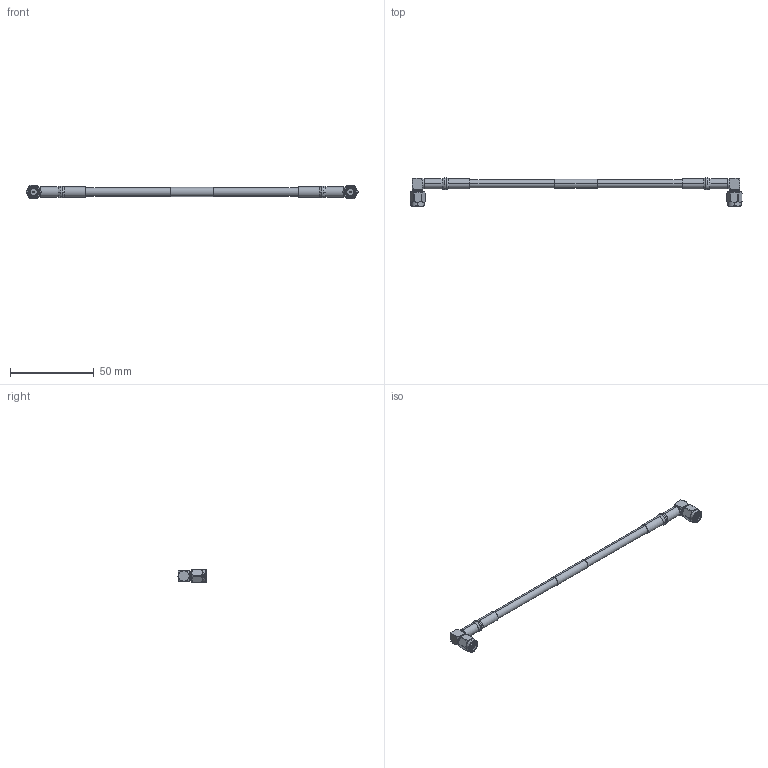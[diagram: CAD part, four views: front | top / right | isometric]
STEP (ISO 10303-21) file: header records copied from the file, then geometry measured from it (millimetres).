
FILE_DESCRIPTION (( 'STEP AP214' ), '1' );
FILE_NAME ('FMC00113_3D.step', '2025-07-28T16:41:42', ( '' ), ( '' ), 'SwSTEP 2.0', 'SolidWorks 2022', '' );
FILE_SCHEMA (( 'AUTOMOTIVE_DESIGN' ));
Length unit declared in the file: inch
Products named in the file (3): FMC00113_3D; Copy of Coax Cable^FMC00113_LMR-195; Copy of SC6057 ¦ PE4405^FMC00113_Heat Shrink
Assembly tree (3 placements, depth 2):
  FMC00113_3D
    Copy of Coax Cable^FMC00113_LMR-195
    Copy of SC6057 ¦ PE4405^FMC00113_Heat Shrink  x2
Bounding box: 198.71 x 16.76 x 8 mm (x, y, z)
Volume: 5475.6 mm3; surface area: 4704.9 mm2
Topology: 5 solids, 5 shells, 612 faces, 1692 edges, 1112 vertices
Faces by surface type: plane 252, cylinder 194, cone 144, bspline 14, torus 8
Entity records: 11401 total; most frequent: CARTESIAN_POINT 3493, ORIENTED_EDGE 1710, DIRECTION 1563, EDGE_CURVE 855, AXIS2_PLACEMENT_3D 568, VERTEX_POINT 562, VECTOR 427, LINE 427
